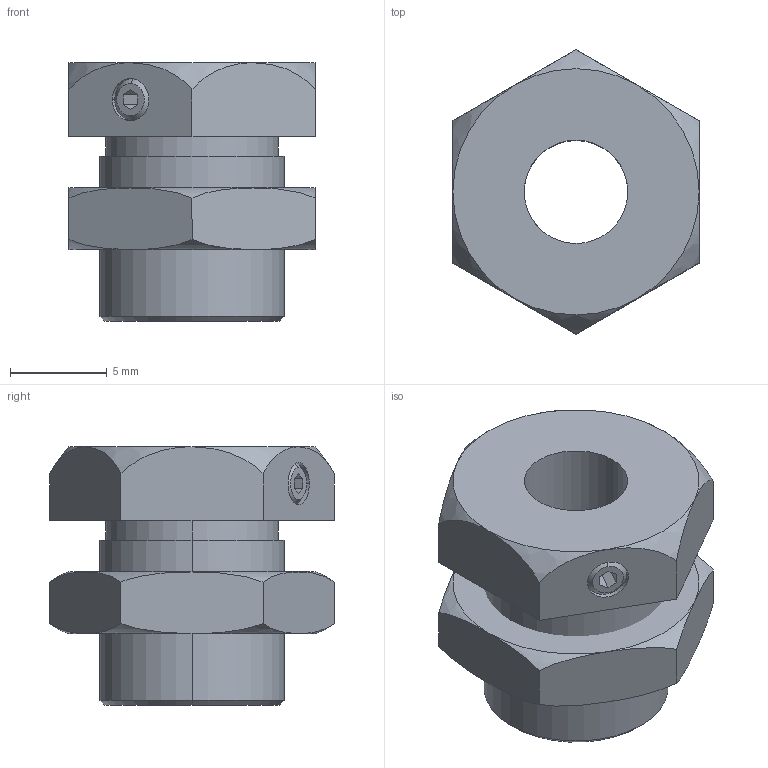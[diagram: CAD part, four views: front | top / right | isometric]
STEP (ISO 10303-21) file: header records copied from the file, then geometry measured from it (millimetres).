
FILE_DESCRIPTION (( 'STEP AP214' ), '1' );
FILE_NAME ('0239-E0W.step', '2007-10-24T21:25:23', ( ' ' ), ( ' ' ), 'SwSTEP 2.0', 'SolidWorks 2007', '' );
FILE_SCHEMA (( 'AUTOMOTIVE_DESIGN' ));
Length unit declared in the file: inch
Products named in the file (1): 0239-E0W
Bounding box: 12.7 x 14.66 x 13.34 mm (x, y, z)
Volume: 1139 mm3; surface area: 1334.8 mm2
Topology: 3 solids, 3 shells, 65 faces, 142 edges, 86 vertices
Faces by surface type: plane 27, torus 18, cylinder 14, cone 6
Entity records: 2910 total; most frequent: CARTESIAN_POINT 618, DIRECTION 284, ORIENTED_EDGE 284, EDGE_CURVE 142, AXIS2_PLACEMENT_3D 114, VERTEX_POINT 86, EDGE_LOOP 74, UNCERTAINTY_MEASURE_WITH_UNIT 69
